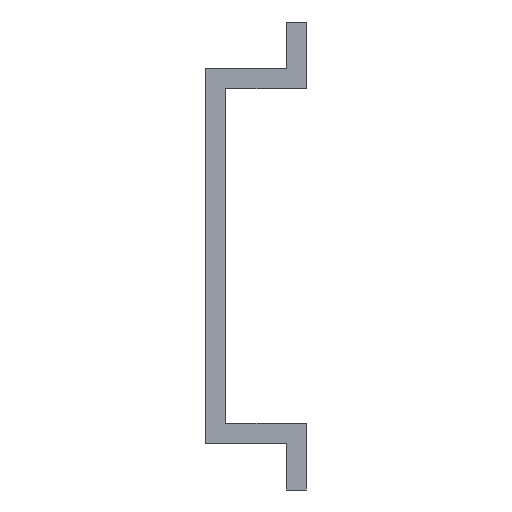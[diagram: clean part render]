
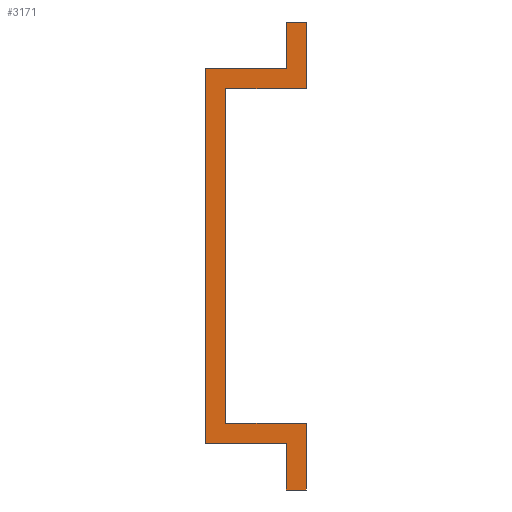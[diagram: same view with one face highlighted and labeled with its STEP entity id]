
A CAD part, left-side view. The second image highlights one B-rep face of the part: STEP entity #3171.
In plain terms, the highlighted planar face has unit normal (-1, 0, 0).
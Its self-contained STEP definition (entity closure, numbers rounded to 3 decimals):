
#11 = DIRECTION ( 'NONE',  ( 0., 0., -1. ) ) ;
#43 = VECTOR ( 'NONE', #11, 1000. ) ;
#61 = EDGE_CURVE ( 'NONE', #2312, #1870, #890, .T. ) ;
#102 = ORIENTED_EDGE ( 'NONE', *, *, #1208, .T. ) ;
#112 = CARTESIAN_POINT ( 'NONE',  ( -245., 1.5, 12.5 ) ) ;
#142 = LINE ( 'NONE', #1372, #2192 ) ;
#185 = CARTESIAN_POINT ( 'NONE',  ( -245., 1.5, -12.5 ) ) ;
#222 = CARTESIAN_POINT ( 'NONE',  ( -245., -3., 14. ) ) ;
#245 = FACE_OUTER_BOUND ( 'NONE', #2593, .T. ) ;
#273 = VERTEX_POINT ( 'NONE', #368 ) ;
#333 = LINE ( 'NONE', #1845, #1936 ) ;
#351 = VECTOR ( 'NONE', #1943, 1000. ) ;
#368 = CARTESIAN_POINT ( 'NONE',  ( -245., -4.5, -12.5 ) ) ;
#411 = DIRECTION ( 'NONE',  ( 0., 1., 0. ) ) ;
#435 = LINE ( 'NONE', #1193, #351 ) ;
#508 = EDGE_CURVE ( 'NONE', #1715, #1128, #3054, .T. ) ;
#515 = CARTESIAN_POINT ( 'NONE',  ( -245., -3., -14. ) ) ;
#553 = CARTESIAN_POINT ( 'NONE',  ( -245., -3., 17.5 ) ) ;
#560 = ORIENTED_EDGE ( 'NONE', *, *, #3269, .F. ) ;
#602 = EDGE_CURVE ( 'NONE', #665, #1724, #333, .T. ) ;
#652 = CARTESIAN_POINT ( 'NONE',  ( -245., -3., -17.5 ) ) ;
#665 = VERTEX_POINT ( 'NONE', #112 ) ;
#672 = VECTOR ( 'NONE', #3126, 1000. ) ;
#707 = VECTOR ( 'NONE', #2445, 1000. ) ;
#743 = CARTESIAN_POINT ( 'NONE',  ( -245., -4.5, 12.5 ) ) ;
#764 = CARTESIAN_POINT ( 'NONE',  ( -245., -3., -17.5 ) ) ;
#783 = VERTEX_POINT ( 'NONE', #1109 ) ;
#798 = VERTEX_POINT ( 'NONE', #2466 ) ;
#842 = ORIENTED_EDGE ( 'NONE', *, *, #883, .T. ) ;
#883 = EDGE_CURVE ( 'NONE', #783, #2023, #1772, .T. ) ;
#890 = LINE ( 'NONE', #1143, #3214 ) ;
#920 = VERTEX_POINT ( 'NONE', #743 ) ;
#933 = AXIS2_PLACEMENT_3D ( 'NONE', #2267, #1276, #1004 ) ;
#993 = LINE ( 'NONE', #515, #2051 ) ;
#1004 = DIRECTION ( 'NONE',  ( 0., 0., 1. ) ) ;
#1005 = LINE ( 'NONE', #2283, #43 ) ;
#1015 = ORIENTED_EDGE ( 'NONE', *, *, #2623, .F. ) ;
#1063 = LINE ( 'NONE', #1305, #1646 ) ;
#1073 = DIRECTION ( 'NONE',  ( 0., 0., -1. ) ) ;
#1105 = EDGE_CURVE ( 'NONE', #920, #665, #142, .T. ) ;
#1109 = CARTESIAN_POINT ( 'NONE',  ( -245., 3., -14. ) ) ;
#1128 = VERTEX_POINT ( 'NONE', #2660 ) ;
#1143 = CARTESIAN_POINT ( 'NONE',  ( -245., -3., 17.5 ) ) ;
#1178 = ORIENTED_EDGE ( 'NONE', *, *, #1499, .F. ) ;
#1193 = CARTESIAN_POINT ( 'NONE',  ( -245., -4.5, 17.5 ) ) ;
#1208 = EDGE_CURVE ( 'NONE', #1870, #1234, #2993, .T. ) ;
#1234 = VERTEX_POINT ( 'NONE', #2478 ) ;
#1276 = DIRECTION ( 'NONE',  ( -1., 0., 0. ) ) ;
#1305 = CARTESIAN_POINT ( 'NONE',  ( -245., 3., 14. ) ) ;
#1323 = DIRECTION ( 'NONE',  ( 0., -1., 0. ) ) ;
#1372 = CARTESIAN_POINT ( 'NONE',  ( -245., -3., 12.5 ) ) ;
#1499 = EDGE_CURVE ( 'NONE', #1724, #273, #2318, .T. ) ;
#1607 = ORIENTED_EDGE ( 'NONE', *, *, #2779, .T. ) ;
#1646 = VECTOR ( 'NONE', #2316, 1000. ) ;
#1715 = VERTEX_POINT ( 'NONE', #652 ) ;
#1724 = VERTEX_POINT ( 'NONE', #185 ) ;
#1753 = CARTESIAN_POINT ( 'NONE',  ( -245., 3., -14. ) ) ;
#1772 = LINE ( 'NONE', #1753, #3154 ) ;
#1839 = LINE ( 'NONE', #2129, #672 ) ;
#1845 = CARTESIAN_POINT ( 'NONE',  ( -245., 1.5, 14. ) ) ;
#1870 = VERTEX_POINT ( 'NONE', #222 ) ;
#1936 = VECTOR ( 'NONE', #1073, 1000. ) ;
#1943 = DIRECTION ( 'NONE',  ( 0., 0., -1. ) ) ;
#1947 = EDGE_CURVE ( 'NONE', #1234, #783, #1063, .T. ) ;
#1966 = DIRECTION ( 'NONE',  ( 0., -1., 0. ) ) ;
#1971 = CARTESIAN_POINT ( 'NONE',  ( -245., -3., 14. ) ) ;
#1996 = ORIENTED_EDGE ( 'NONE', *, *, #61, .T. ) ;
#2023 = VERTEX_POINT ( 'NONE', #2110 ) ;
#2051 = VECTOR ( 'NONE', #2758, 1000. ) ;
#2110 = CARTESIAN_POINT ( 'NONE',  ( -245., -3., -14. ) ) ;
#2129 = CARTESIAN_POINT ( 'NONE',  ( -245., -3., 17.5 ) ) ;
#2154 = DIRECTION ( 'NONE',  ( 0., 0., -1. ) ) ;
#2171 = VECTOR ( 'NONE', #1323, 1000. ) ;
#2192 = VECTOR ( 'NONE', #411, 1000. ) ;
#2194 = ORIENTED_EDGE ( 'NONE', *, *, #508, .T. ) ;
#2205 = ORIENTED_EDGE ( 'NONE', *, *, #1105, .F. ) ;
#2267 = CARTESIAN_POINT ( 'NONE',  ( -245., -3., -14. ) ) ;
#2283 = CARTESIAN_POINT ( 'NONE',  ( -245., -4.5, -14. ) ) ;
#2296 = VECTOR ( 'NONE', #1966, 1000. ) ;
#2312 = VERTEX_POINT ( 'NONE', #553 ) ;
#2316 = DIRECTION ( 'NONE',  ( 0., 0., -1. ) ) ;
#2318 = LINE ( 'NONE', #2607, #2171 ) ;
#2373 = ORIENTED_EDGE ( 'NONE', *, *, #602, .F. ) ;
#2422 = ORIENTED_EDGE ( 'NONE', *, *, #1947, .T. ) ;
#2445 = DIRECTION ( 'NONE',  ( 0., 1., 0. ) ) ;
#2466 = CARTESIAN_POINT ( 'NONE',  ( -245., -4.5, 17.5 ) ) ;
#2478 = CARTESIAN_POINT ( 'NONE',  ( -245., 3., 14. ) ) ;
#2593 = EDGE_LOOP ( 'NONE', ( #560, #1178, #2373, #2205, #1015, #2922, #1996, #102, #2422, #842, #1607, #2194 ) ) ;
#2607 = CARTESIAN_POINT ( 'NONE',  ( -245., 3., -12.5 ) ) ;
#2623 = EDGE_CURVE ( 'NONE', #798, #920, #435, .T. ) ;
#2660 = CARTESIAN_POINT ( 'NONE',  ( -245., -4.5, -17.5 ) ) ;
#2717 = DIRECTION ( 'NONE',  ( 0., -1., 0. ) ) ;
#2758 = DIRECTION ( 'NONE',  ( 0., 0., -1. ) ) ;
#2779 = EDGE_CURVE ( 'NONE', #2023, #1715, #993, .T. ) ;
#2884 = EDGE_CURVE ( 'NONE', #2312, #798, #1839, .T. ) ;
#2922 = ORIENTED_EDGE ( 'NONE', *, *, #2884, .F. ) ;
#2993 = LINE ( 'NONE', #1971, #707 ) ;
#3054 = LINE ( 'NONE', #764, #2296 ) ;
#3126 = DIRECTION ( 'NONE',  ( 0., -1., 0. ) ) ;
#3154 = VECTOR ( 'NONE', #2717, 1000. ) ;
#3171 = ADVANCED_FACE ( 'NONE', ( #245 ), #3288, .T. ) ;
#3214 = VECTOR ( 'NONE', #2154, 1000. ) ;
#3269 = EDGE_CURVE ( 'NONE', #273, #1128, #1005, .T. ) ;
#3288 = PLANE ( 'NONE',  #933 ) ;
